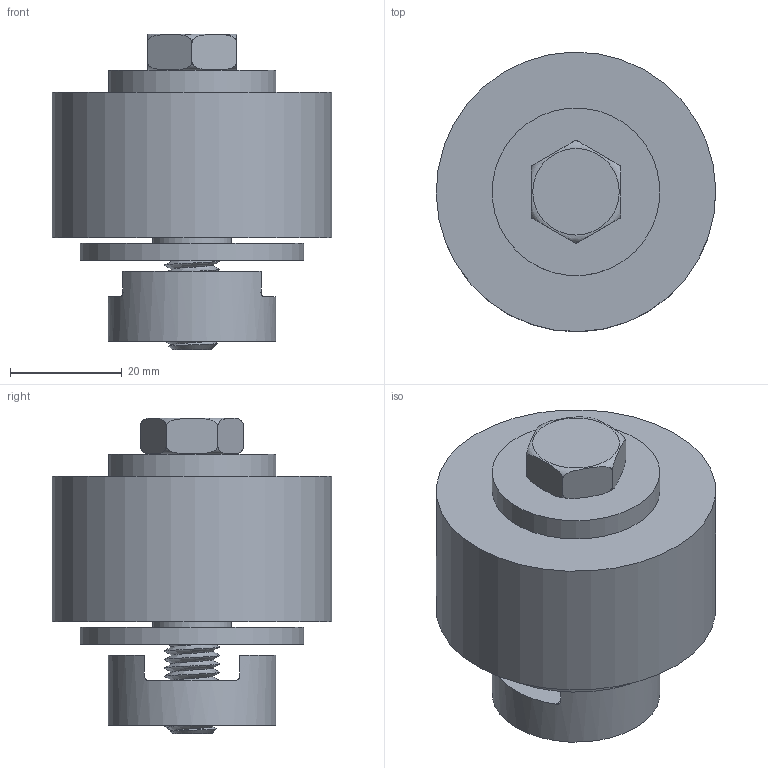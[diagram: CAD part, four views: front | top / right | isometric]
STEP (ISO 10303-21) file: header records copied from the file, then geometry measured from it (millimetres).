
FILE_DESCRIPTION(/* description */ (''),/* implementation_level */ '2;1');
FILE_NAME(/* name */ '1050.stp',/* time_stamp */ '2022-03-09T11:52:10+01:00',/* author */ ('DOMINIQUE'),/* organization */ (''),/* preprocessor_version */ 'ST-DEVELOPER v18.1',/* originating_system */ 'Autodesk Inventor 2021',/* authorisation */ '');
FILE_SCHEMA (('AUTOMOTIVE_DESIGN { 1 0 10303 214 3 1 1 }'));
Length unit declared in the file: millimetre
Products named in the file (9): 1050; 14925; 14296; 14926; 14293; VIS TH M10x50; CAG5; 15018; 15657
Assembly tree (16 placements, depth 3):
  1050
    14925
    14296
    14926
    14293
    VIS TH M10x50
    CAG5
      15018
      15657  x9
Bounding box: 49.99 x 49.99 x 56.4 mm (x, y, z)
Volume: 63180.5 mm3; surface area: 28371.6 mm2
Topology: 15 solids, 15 shells, 128 faces, 344 edges, 232 vertices
Faces by surface type: plane 63, cylinder 60, torus 2, bspline 2, cone 1
Full cylindrical faces by diameter (mm): 5 x9, 8.376 x1, 10 x2, 10.5 x1, 14 x2, 17.5 x1, 23.8 x1, 24.15 x1, 30 x2, 40 x1, 50 x1
Entity records: 8354 total; most frequent: CARTESIAN_POINT 5029, DIRECTION 647, ORIENTED_EDGE 640, EDGE_CURVE 320, AXIS2_PLACEMENT_3D 253, VERTEX_POINT 216, LINE 141, VECTOR 141
